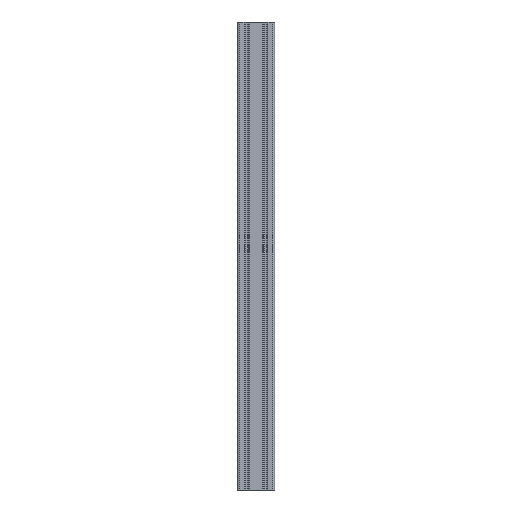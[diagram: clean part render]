
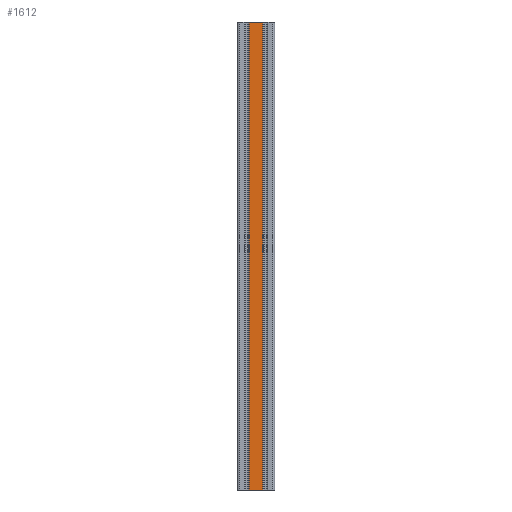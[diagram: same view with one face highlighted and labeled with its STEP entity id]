
A CAD part, front view. The second image highlights one B-rep face of the part: STEP entity #1612.
In plain terms, the highlighted planar face has unit normal (0, -1, 0).
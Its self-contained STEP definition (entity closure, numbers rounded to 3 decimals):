
#1554=CARTESIAN_POINT('',(29.,-40.0,0.0));
#1555=VERTEX_POINT('',#1554);
#1564=CARTESIAN_POINT('',(29.,-40.0,1000.0));
#1565=VERTEX_POINT('',#1564);
#1573=CARTESIAN_POINT('',(29.,-40.0,0.0));
#1574=DIRECTION('',(0.0,0.0,1.0));
#1575=VECTOR('',#1574,1000.0);
#1576=LINE('',#1573,#1575);
#1577=EDGE_CURVE('',#1555,#1565,#1576,.T.);
#1582=CARTESIAN_POINT('',(0.0,-40.0,0.0));
#1583=DIRECTION('',(0.0,-1.0,0.0));
#1584=DIRECTION('',(1.0,0.0,0.0));
#1585=AXIS2_PLACEMENT_3D('',#1582,#1583,#1584);
#1586=PLANE('',#1585);
#1587=CARTESIAN_POINT('',(0.0,-40.0,0.0));
#1588=VERTEX_POINT('',#1587);
#1589=CARTESIAN_POINT('',(29.,-40.0,0.0));
#1590=DIRECTION('',(-1.0,0.0,0.0));
#1591=VECTOR('',#1590,29.);
#1592=LINE('',#1589,#1591);
#1593=EDGE_CURVE('',#1555,#1588,#1592,.T.);
#1594=ORIENTED_EDGE('',*,*,#1593,.F.);
#1595=ORIENTED_EDGE('',*,*,#1577,.T.);
#1596=CARTESIAN_POINT('',(0.0,-40.0,1000.0));
#1597=VERTEX_POINT('',#1596);
#1598=CARTESIAN_POINT('',(0.0,-40.0,1000.0));
#1599=DIRECTION('',(1.0,0.0,0.0));
#1600=VECTOR('',#1599,29.);
#1601=LINE('',#1598,#1600);
#1602=EDGE_CURVE('',#1597,#1565,#1601,.T.);
#1603=ORIENTED_EDGE('',*,*,#1602,.F.);
#1604=CARTESIAN_POINT('',(0.0,-40.0,0.0));
#1605=DIRECTION('',(0.0,0.0,1.0));
#1606=VECTOR('',#1605,1000.0);
#1607=LINE('',#1604,#1606);
#1608=EDGE_CURVE('',#1588,#1597,#1607,.T.);
#1609=ORIENTED_EDGE('',*,*,#1608,.F.);
#1610=EDGE_LOOP('',(#1594,#1595,#1603,#1609));
#1611=FACE_OUTER_BOUND('',#1610,.T.);
#1612=ADVANCED_FACE('',(#1611),#1586,.T.);
